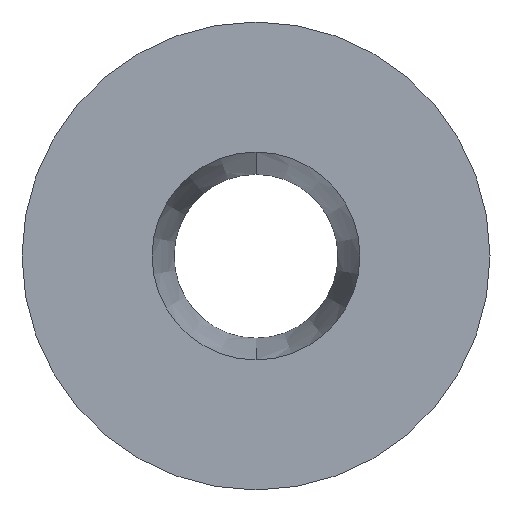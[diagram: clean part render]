
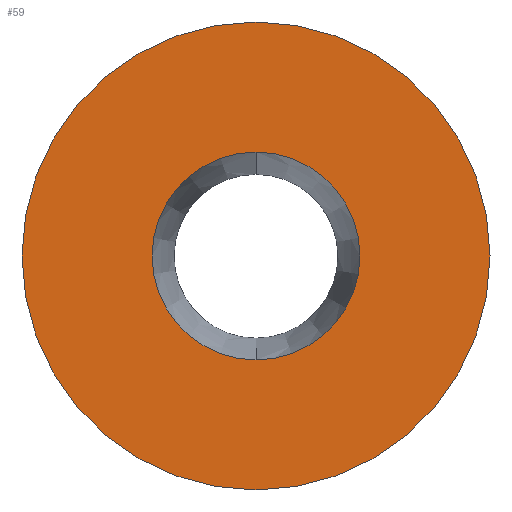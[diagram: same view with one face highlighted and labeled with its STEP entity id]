
A CAD part, top view. The second image highlights one B-rep face of the part: STEP entity #59.
In plain terms, the highlighted planar face has unit normal (0, 0, 1).
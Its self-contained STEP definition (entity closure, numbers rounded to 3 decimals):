
#59=ADVANCED_FACE('',(#69,#70),#67,.T.);
#67=PLANE('',#201);
#69=FACE_BOUND('',#73,.T.);
#70=FACE_BOUND('',#74,.T.);
#73=EDGE_LOOP('',(#83,#84));
#74=EDGE_LOOP('',(#85,#86));
#83=ORIENTED_EDGE('',*,*,#125,.F.);
#84=ORIENTED_EDGE('',*,*,#126,.F.);
#85=ORIENTED_EDGE('',*,*,#127,.F.);
#86=ORIENTED_EDGE('',*,*,#128,.F.);
#115=VERTEX_POINT('',#278);
#116=VERTEX_POINT('',#279);
#117=VERTEX_POINT('',#282);
#118=VERTEX_POINT('',#283);
#125=EDGE_CURVE('',#115,#116,#157,.T.);
#126=EDGE_CURVE('',#116,#115,#158,.T.);
#127=EDGE_CURVE('',#117,#118,#159,.T.);
#128=EDGE_CURVE('',#118,#117,#160,.T.);
#157=CIRCLE('',#197,6.);
#158=CIRCLE('',#198,6.);
#159=CIRCLE('',#199,2.664);
#160=CIRCLE('',#200,2.664);
#197=AXIS2_PLACEMENT_3D('',#277,#227,#228);
#198=AXIS2_PLACEMENT_3D('',#280,#229,#230);
#199=AXIS2_PLACEMENT_3D('',#281,#231,#232);
#200=AXIS2_PLACEMENT_3D('',#284,#233,#234);
#201=AXIS2_PLACEMENT_3D('',#285,#235,#236);
#227=DIRECTION('',(0.,0.,-1.));
#228=DIRECTION('',(0.,-1.,0.));
#229=DIRECTION('',(0.,0.,-1.));
#230=DIRECTION('',(0.,1.,0.));
#231=DIRECTION('',(0.,0.,1.));
#232=DIRECTION('',(0.,-1.,0.));
#233=DIRECTION('',(0.,0.,1.));
#234=DIRECTION('',(0.,1.,0.));
#235=DIRECTION('',(0.,0.,1.));
#236=DIRECTION('',(0.,1.,0.));
#277=CARTESIAN_POINT('',(0.,0.,0.));
#278=CARTESIAN_POINT('',(0.,-6.,0.));
#279=CARTESIAN_POINT('',(0.,6.,0.));
#280=CARTESIAN_POINT('',(0.,0.,0.));
#281=CARTESIAN_POINT('',(0.,0.,0.));
#282=CARTESIAN_POINT('',(0.,-2.664,0.));
#283=CARTESIAN_POINT('',(0.,2.664,0.));
#284=CARTESIAN_POINT('',(0.,0.,0.));
#285=CARTESIAN_POINT('',(0.,0.,0.));
